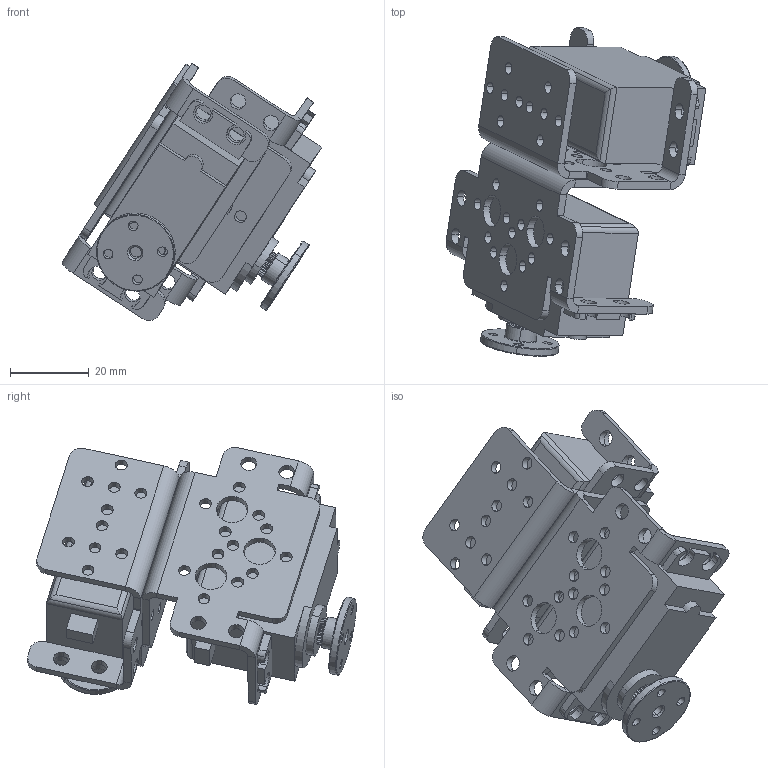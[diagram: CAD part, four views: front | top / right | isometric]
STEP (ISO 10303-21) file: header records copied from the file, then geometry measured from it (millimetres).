
FILE_DESCRIPTION (( 'STEP AP203' ), '1' );
FILE_NAME ('Esslabon5Manipulador_6R_Predeterminado_sldprt.STEP', '2020-07-02T21:42:01', ( '' ), ( '' ), 'SwSTEP 2.0', 'SolidWorks 2020', '' );
FILE_SCHEMA (( 'CONFIG_CONTROL_DESIGN' ));
Length unit declared in the file: millimetre
Products named in the file (1): Esslabon5Manipulador_6R_Predeterminado_sldprt
Bounding box: 66.03 x 83.57 x 65.44 mm (x, y, z)
Volume: 64235.3 mm3; surface area: 28075 mm2
Topology: 6 solids, 6 shells, 676 faces, 1880 edges, 1222 vertices
Faces by surface type: plane 340, cylinder 316, torus 16, cone 4
Entity records: 22069 total; most frequent: DIRECTION 3864, CARTESIAN_POINT 3827, ORIENTED_EDGE 3760, EDGE_CURVE 1880, AXIS2_PLACEMENT_3D 1323, VERTEX_POINT 1222, VECTOR 1218, LINE 1218
